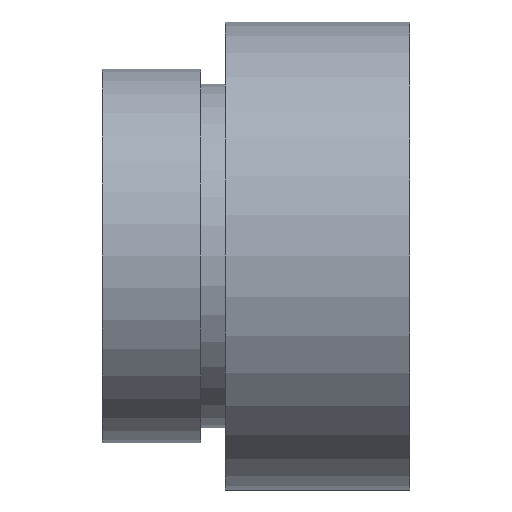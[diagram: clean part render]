
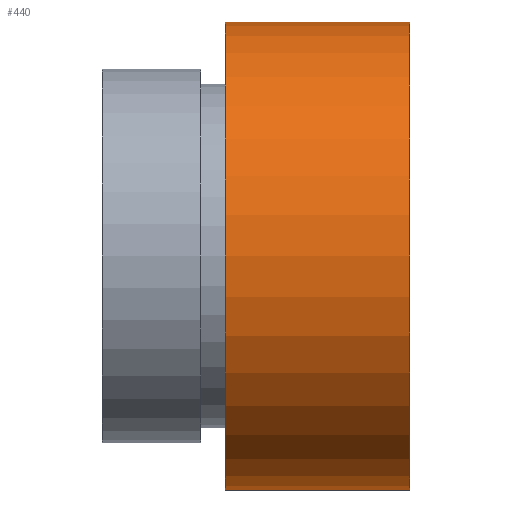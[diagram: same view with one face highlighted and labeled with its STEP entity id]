
A CAD part, left-side view. The second image highlights one B-rep face of the part: STEP entity #440.
In plain terms, the highlighted cylindrical face has radius 9.525 mm (diameter 19.05 mm), a partial arc.
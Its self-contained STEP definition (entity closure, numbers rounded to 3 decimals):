
#8 = DIRECTION ( 'NONE',  ( 0., 0., 1. ) ) ;
#35 = CIRCLE ( 'NONE', #132, 9.525 ) ;
#41 = DIRECTION ( 'NONE',  ( 0., 1., 0. ) ) ;
#67 = DIRECTION ( 'NONE',  ( 0., 0., 1. ) ) ;
#84 = ORIENTED_EDGE ( 'NONE', *, *, #432, .F. ) ;
#103 = EDGE_CURVE ( 'NONE', #444, #151, #300, .T. ) ;
#111 = VERTEX_POINT ( 'NONE', #317 ) ;
#127 = CARTESIAN_POINT ( 'NONE',  ( 0., 7.5, 9.525 ) ) ;
#132 = AXIS2_PLACEMENT_3D ( 'NONE', #318, #224, #473 ) ;
#136 = VERTEX_POINT ( 'NONE', #513 ) ;
#139 = CARTESIAN_POINT ( 'NONE',  ( 0., 0., 0. ) ) ;
#151 = VERTEX_POINT ( 'NONE', #127 ) ;
#169 = AXIS2_PLACEMENT_3D ( 'NONE', #279, #540, #8 ) ;
#199 = VECTOR ( 'NONE', #368, 1000. ) ;
#224 = DIRECTION ( 'NONE',  ( 0., 1., 0. ) ) ;
#229 = CARTESIAN_POINT ( 'NONE',  ( 0., 161.376, -9.525 ) ) ;
#231 = EDGE_CURVE ( 'NONE', #111, #136, #320, .T. ) ;
#279 = CARTESIAN_POINT ( 'NONE',  ( 0., 161.376, 0. ) ) ;
#296 = DIRECTION ( 'NONE',  ( 0., 1., 0. ) ) ;
#298 = FACE_OUTER_BOUND ( 'NONE', #623, .T. ) ;
#300 = LINE ( 'NONE', #566, #524 ) ;
#307 = CIRCLE ( 'NONE', #344, 9.525 ) ;
#317 = CARTESIAN_POINT ( 'NONE',  ( 0., 0., -9.525 ) ) ;
#318 = CARTESIAN_POINT ( 'NONE',  ( 0., 7.5, 0. ) ) ;
#320 = LINE ( 'NONE', #229, #199 ) ;
#344 = AXIS2_PLACEMENT_3D ( 'NONE', #139, #296, #67 ) ;
#354 = ORIENTED_EDGE ( 'NONE', *, *, #465, .T. ) ;
#368 = DIRECTION ( 'NONE',  ( 0., 1., 0. ) ) ;
#429 = ORIENTED_EDGE ( 'NONE', *, *, #231, .F. ) ;
#432 = EDGE_CURVE ( 'NONE', #136, #151, #35, .T. ) ;
#440 = ADVANCED_FACE ( 'NONE', ( #298 ), #495, .T. ) ;
#444 = VERTEX_POINT ( 'NONE', #493 ) ;
#461 = ORIENTED_EDGE ( 'NONE', *, *, #103, .T. ) ;
#465 = EDGE_CURVE ( 'NONE', #111, #444, #307, .T. ) ;
#473 = DIRECTION ( 'NONE',  ( 0., 0., 1. ) ) ;
#493 = CARTESIAN_POINT ( 'NONE',  ( 0., 0., 9.525 ) ) ;
#495 = CYLINDRICAL_SURFACE ( 'NONE', #169, 9.525 ) ;
#513 = CARTESIAN_POINT ( 'NONE',  ( 0., 7.5, -9.525 ) ) ;
#524 = VECTOR ( 'NONE', #41, 1000. ) ;
#540 = DIRECTION ( 'NONE',  ( 0., 1., 0. ) ) ;
#566 = CARTESIAN_POINT ( 'NONE',  ( 0., 161.376, 9.525 ) ) ;
#623 = EDGE_LOOP ( 'NONE', ( #429, #354, #461, #84 ) ) ;
